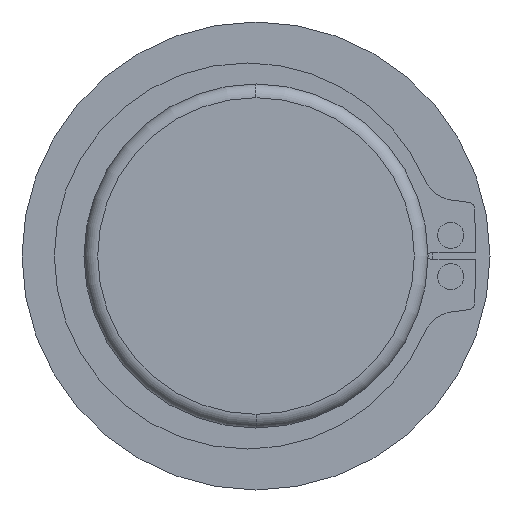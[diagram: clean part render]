
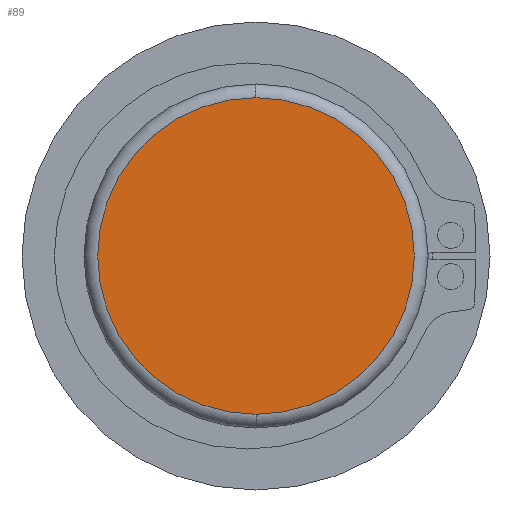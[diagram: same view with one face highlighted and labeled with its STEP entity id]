
A CAD part, left-side view. The second image highlights one B-rep face of the part: STEP entity #89.
In plain terms, the highlighted planar face has unit normal (-1, 0, 0).
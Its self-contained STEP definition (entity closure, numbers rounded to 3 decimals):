
#71 = AXIS2_PLACEMENT_3D ( 'NONE', #1463, #1277, #2326 ) ;
#89 = ADVANCED_FACE ( 'NONE', ( #160 ), #2352, .F. ) ;
#160 = FACE_OUTER_BOUND ( 'NONE', #415, .T. ) ;
#281 = CARTESIAN_POINT ( 'NONE',  ( -194.739, 0., -11.5 ) ) ;
#415 = EDGE_LOOP ( 'NONE', ( #2186, #1859 ) ) ;
#478 = DIRECTION ( 'NONE',  ( 0., 0., -1. ) ) ;
#573 = DIRECTION ( 'NONE',  ( -1., 0., 0. ) ) ;
#741 = VERTEX_POINT ( 'NONE', #1844 ) ;
#820 = CARTESIAN_POINT ( 'NONE',  ( -194.739, 0., 0. ) ) ;
#928 = CIRCLE ( 'NONE', #2612, 11.5 ) ;
#1096 = VERTEX_POINT ( 'NONE', #281 ) ;
#1277 = DIRECTION ( 'NONE',  ( 1., 0., 0. ) ) ;
#1401 = AXIS2_PLACEMENT_3D ( 'NONE', #820, #573, #2614 ) ;
#1463 = CARTESIAN_POINT ( 'NONE',  ( -194.739, 12.5, 0. ) ) ;
#1650 = CARTESIAN_POINT ( 'NONE',  ( -194.739, 0., 0. ) ) ;
#1839 = DIRECTION ( 'NONE',  ( -1., 0., 0. ) ) ;
#1844 = CARTESIAN_POINT ( 'NONE',  ( -194.739, 0., 11.5 ) ) ;
#1859 = ORIENTED_EDGE ( 'NONE', *, *, #2794, .T. ) ;
#2186 = ORIENTED_EDGE ( 'NONE', *, *, #2479, .T. ) ;
#2326 = DIRECTION ( 'NONE',  ( 0., 1., 0. ) ) ;
#2352 = PLANE ( 'NONE',  #71 ) ;
#2473 = CIRCLE ( 'NONE', #1401, 11.5 ) ;
#2479 = EDGE_CURVE ( 'NONE', #1096, #741, #928, .T. ) ;
#2612 = AXIS2_PLACEMENT_3D ( 'NONE', #1650, #1839, #478 ) ;
#2614 = DIRECTION ( 'NONE',  ( 0., 0., -1. ) ) ;
#2794 = EDGE_CURVE ( 'NONE', #741, #1096, #2473, .T. ) ;
